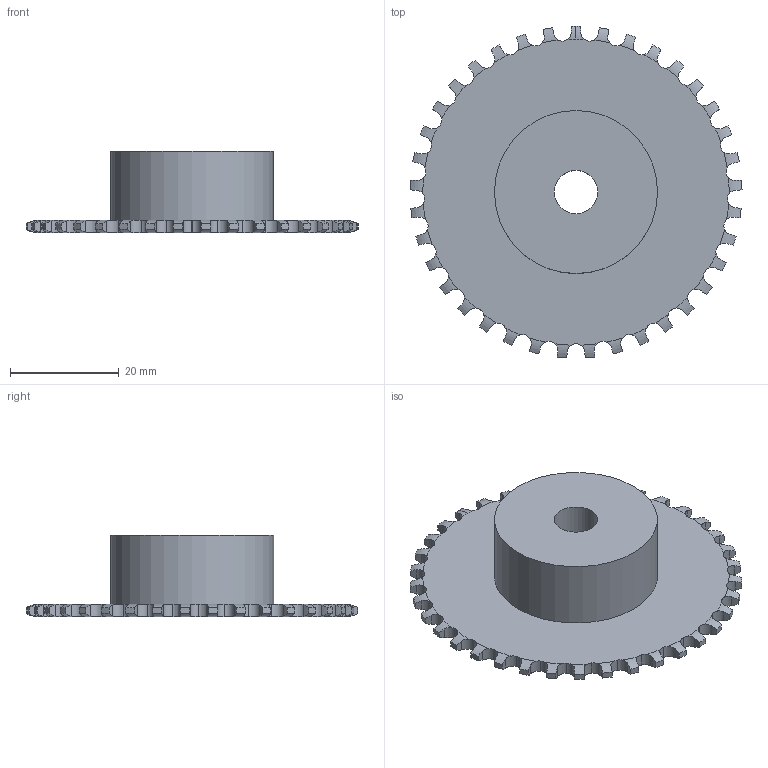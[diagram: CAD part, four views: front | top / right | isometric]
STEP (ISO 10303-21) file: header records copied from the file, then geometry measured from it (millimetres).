
FILE_DESCRIPTION(('FreeCAD Model'),'2;1');
FILE_NAME('Open CASCADE Shape Model','2021-02-24T19:04:44',('Author'),( ''),'Open CASCADE STEP processor 7.4','FreeCAD','Unknown');
FILE_SCHEMA(('AUTOMOTIVE_DESIGN { 1 0 10303 214 1 1 1 1 }'));
Length unit declared in the file: millimetre
Products named in the file (1): Hole
Bounding box: 61.09 x 61.05 x 15 mm (x, y, z)
Volume: 14264.5 mm3; surface area: 7396.5 mm2
Topology: 1 solids, 1 shells, 340 faces, 1011 edges, 674 vertices
Faces by surface type: cylinder 187, plane 77, revolution 76
Full cylindrical faces by diameter (mm): 8 x1, 30 x1
Entity records: 34970 total; most frequent: CARTESIAN_POINT 16426, DIRECTION 3021, ORIENTED_EDGE 2022, PCURVE 2022, DEFINITIONAL_REPRESENTATION 2022, LINE 1537, VECTOR 1537, EDGE_CURVE 1011
